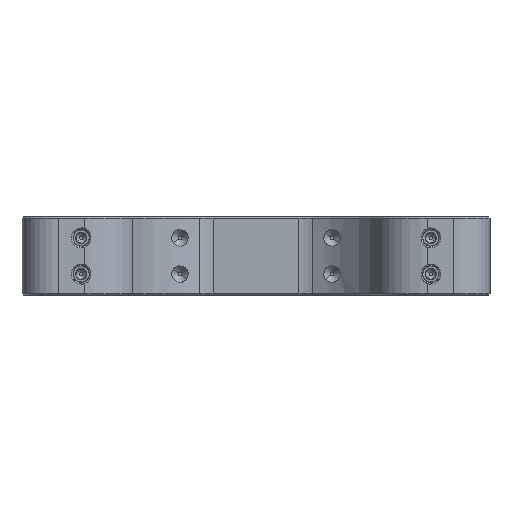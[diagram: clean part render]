
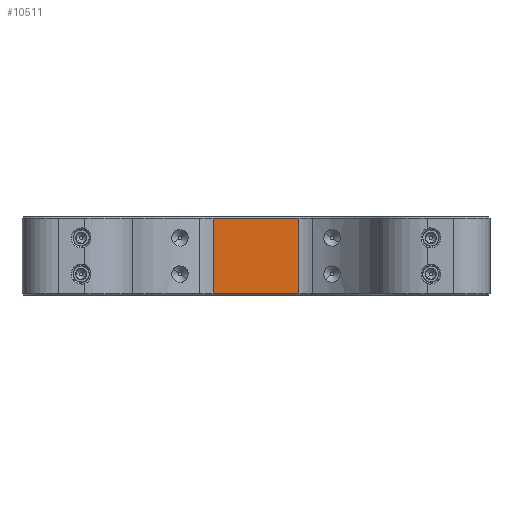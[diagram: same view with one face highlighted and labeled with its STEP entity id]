
A CAD part, left-side view. The second image highlights one B-rep face of the part: STEP entity #10511.
In plain terms, the highlighted planar face has unit normal (-1, 0, 0).
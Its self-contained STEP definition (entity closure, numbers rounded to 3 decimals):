
#1677 = DIRECTION ( 'NONE',  ( 0., -1., 0. ) ) ;
#1747 = VECTOR ( 'NONE', #10679, 1000. ) ;
#1891 = CARTESIAN_POINT ( 'NONE',  ( -20.32, -7.5, 6. ) ) ;
#3186 = EDGE_LOOP ( 'NONE', ( #12630, #4468, #17274, #18172 ) ) ;
#4468 = ORIENTED_EDGE ( 'NONE', *, *, #5433, .T. ) ;
#4584 = VERTEX_POINT ( 'NONE', #10476 ) ;
#5433 = EDGE_CURVE ( 'NONE', #21569, #4584, #13177, .T. ) ;
#6074 = CARTESIAN_POINT ( 'NONE',  ( -20.32, -6.529, 6. ) ) ;
#7016 = LINE ( 'NONE', #6074, #21739 ) ;
#7350 = CARTESIAN_POINT ( 'NONE',  ( -20.32, -7.5, 5.75 ) ) ;
#8731 = CARTESIAN_POINT ( 'NONE',  ( -20.32, 6.529, -5.75 ) ) ;
#8841 = VECTOR ( 'NONE', #1677, 1000. ) ;
#9503 = DIRECTION ( 'NONE',  ( 0., 0., 1. ) ) ;
#10476 = CARTESIAN_POINT ( 'NONE',  ( -20.32, 6.529, 5.75 ) ) ;
#10511 = ADVANCED_FACE ( 'NONE', ( #18438 ), #20550, .F. ) ;
#10679 = DIRECTION ( 'NONE',  ( 0., 0., -1. ) ) ;
#12159 = CARTESIAN_POINT ( 'NONE',  ( -20.32, -6.529, -5.75 ) ) ;
#12327 = VERTEX_POINT ( 'NONE', #20162 ) ;
#12630 = ORIENTED_EDGE ( 'NONE', *, *, #18269, .T. ) ;
#13177 = LINE ( 'NONE', #7350, #19821 ) ;
#14496 = AXIS2_PLACEMENT_3D ( 'NONE', #1891, #15564, #22290 ) ;
#15184 = LINE ( 'NONE', #15856, #1747 ) ;
#15476 = CARTESIAN_POINT ( 'NONE',  ( -20.32, -6.529, 5.75 ) ) ;
#15564 = DIRECTION ( 'NONE',  ( 1., 0., 0. ) ) ;
#15767 = VERTEX_POINT ( 'NONE', #8731 ) ;
#15856 = CARTESIAN_POINT ( 'NONE',  ( -20.32, 6.529, -6. ) ) ;
#17274 = ORIENTED_EDGE ( 'NONE', *, *, #19478, .T. ) ;
#17507 = DIRECTION ( 'NONE',  ( 0., 1., 0. ) ) ;
#17899 = LINE ( 'NONE', #12159, #8841 ) ;
#18172 = ORIENTED_EDGE ( 'NONE', *, *, #19009, .T. ) ;
#18269 = EDGE_CURVE ( 'NONE', #12327, #21569, #7016, .T. ) ;
#18438 = FACE_OUTER_BOUND ( 'NONE', #3186, .T. ) ;
#19009 = EDGE_CURVE ( 'NONE', #15767, #12327, #17899, .T. ) ;
#19478 = EDGE_CURVE ( 'NONE', #4584, #15767, #15184, .T. ) ;
#19821 = VECTOR ( 'NONE', #17507, 1000. ) ;
#20162 = CARTESIAN_POINT ( 'NONE',  ( -20.32, -6.529, -5.75 ) ) ;
#20550 = PLANE ( 'NONE',  #14496 ) ;
#21569 = VERTEX_POINT ( 'NONE', #15476 ) ;
#21739 = VECTOR ( 'NONE', #9503, 1000. ) ;
#22290 = DIRECTION ( 'NONE',  ( 0., -1., 0. ) ) ;
